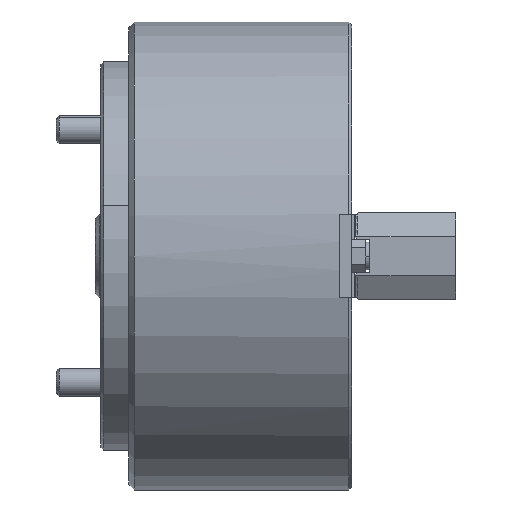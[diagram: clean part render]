
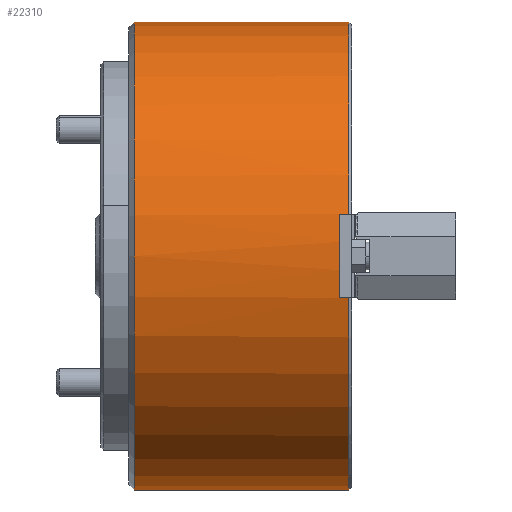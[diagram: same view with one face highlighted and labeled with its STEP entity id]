
A CAD part, front view. The second image highlights one B-rep face of the part: STEP entity #22310.
In plain terms, the highlighted cylindrical face has radius 84 mm (diameter 168 mm), a partial arc.
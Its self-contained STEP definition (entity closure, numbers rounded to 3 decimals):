
#71 = DIRECTION ( 'NONE',  ( -1., 0., 0. ) ) ;
#626 = ORIENTED_EDGE ( 'NONE', *, *, #7130, .F. ) ;
#1283 = CIRCLE ( 'NONE', #32546, 84. ) ;
#1684 = ORIENTED_EDGE ( 'NONE', *, *, #12471, .T. ) ;
#2042 = VERTEX_POINT ( 'NONE', #37961 ) ;
#2230 = EDGE_CURVE ( 'NONE', #23539, #26316, #20042, .T. ) ;
#2832 = DIRECTION ( 'NONE',  ( -1., 0., 0. ) ) ;
#2968 = DIRECTION ( 'NONE',  ( 0., 0., -1. ) ) ;
#3594 = CARTESIAN_POINT ( 'NONE',  ( 0., -82.65, -15. ) ) ;
#3728 = AXIS2_PLACEMENT_3D ( 'NONE', #39066, #20999, #2968 ) ;
#4303 = ORIENTED_EDGE ( 'NONE', *, *, #37424, .T. ) ;
#4836 = ORIENTED_EDGE ( 'NONE', *, *, #31180, .T. ) ;
#5349 = CARTESIAN_POINT ( 'NONE',  ( 79., 0., 0. ) ) ;
#6627 = DIRECTION ( 'NONE',  ( -1., 0., 0. ) ) ;
#6822 = LINE ( 'NONE', #3594, #21903 ) ;
#7130 = EDGE_CURVE ( 'NONE', #38951, #27405, #30621, .T. ) ;
#7153 = CARTESIAN_POINT ( 'NONE',  ( 2., 0., 84. ) ) ;
#7165 = CARTESIAN_POINT ( 'NONE',  ( 79., 0., 0. ) ) ;
#7427 = DIRECTION ( 'NONE',  ( -1., 0., 0. ) ) ;
#7931 = CARTESIAN_POINT ( 'NONE',  ( 2., 0., -84. ) ) ;
#7991 = ORIENTED_EDGE ( 'NONE', *, *, #17046, .T. ) ;
#8352 = DIRECTION ( 'NONE',  ( 0., 0., 1. ) ) ;
#8466 = LINE ( 'NONE', #28241, #31564 ) ;
#9961 = VERTEX_POINT ( 'NONE', #38727 ) ;
#10173 = DIRECTION ( 'NONE',  ( 0., 0., 1. ) ) ;
#10276 = DIRECTION ( 'NONE',  ( -1., 0., 0. ) ) ;
#10322 = CYLINDRICAL_SURFACE ( 'NONE', #20810, 84. ) ;
#12021 = VECTOR ( 'NONE', #34845, 1000. ) ;
#12028 = DIRECTION ( 'NONE',  ( 0., 0., 1. ) ) ;
#12442 = VERTEX_POINT ( 'NONE', #7153 ) ;
#12471 = EDGE_CURVE ( 'NONE', #17683, #12442, #8466, .T. ) ;
#13554 = AXIS2_PLACEMENT_3D ( 'NONE', #5349, #26414, #8352 ) ;
#14782 = ORIENTED_EDGE ( 'NONE', *, *, #32571, .T. ) ;
#15138 = EDGE_CURVE ( 'NONE', #38951, #2042, #33231, .T. ) ;
#15694 = EDGE_LOOP ( 'NONE', ( #626, #35650, #4303, #7991, #23415, #4836, #1684, #14782 ) ) ;
#17046 = EDGE_CURVE ( 'NONE', #9961, #23539, #1283, .T. ) ;
#17683 = VERTEX_POINT ( 'NONE', #20017 ) ;
#18143 = CARTESIAN_POINT ( 'NONE',  ( 75.5, -82.65, 15. ) ) ;
#20017 = CARTESIAN_POINT ( 'NONE',  ( 79., 0., 84. ) ) ;
#20042 = LINE ( 'NONE', #30959, #12021 ) ;
#20810 = AXIS2_PLACEMENT_3D ( 'NONE', #32993, #71, #12028 ) ;
#20850 = CARTESIAN_POINT ( 'NONE',  ( 79., 0., -84. ) ) ;
#20999 = DIRECTION ( 'NONE',  ( 1., 0., 0. ) ) ;
#21903 = VECTOR ( 'NONE', #6627, 1000. ) ;
#22310 = ADVANCED_FACE ( 'NONE', ( #34375 ), #10322, .T. ) ;
#23415 = ORIENTED_EDGE ( 'NONE', *, *, #2230, .T. ) ;
#23539 = VERTEX_POINT ( 'NONE', #18143 ) ;
#23905 = CARTESIAN_POINT ( 'NONE',  ( 0., 0., -84. ) ) ;
#25494 = CARTESIAN_POINT ( 'NONE',  ( 75.5, 0., 0. ) ) ;
#26316 = VERTEX_POINT ( 'NONE', #38049 ) ;
#26414 = DIRECTION ( 'NONE',  ( -1., 0., 0. ) ) ;
#27405 = VERTEX_POINT ( 'NONE', #7931 ) ;
#28241 = CARTESIAN_POINT ( 'NONE',  ( 0., 0., 84. ) ) ;
#28263 = DIRECTION ( 'NONE',  ( -1., 0., 0. ) ) ;
#28538 = DIRECTION ( 'NONE',  ( 0., 0., 1. ) ) ;
#29692 = VECTOR ( 'NONE', #2832, 1000. ) ;
#30621 = LINE ( 'NONE', #23905, #29692 ) ;
#30959 = CARTESIAN_POINT ( 'NONE',  ( 0., -82.65, 15. ) ) ;
#31180 = EDGE_CURVE ( 'NONE', #26316, #17683, #37436, .T. ) ;
#31564 = VECTOR ( 'NONE', #10276, 1000. ) ;
#32546 = AXIS2_PLACEMENT_3D ( 'NONE', #25494, #7427, #28538 ) ;
#32571 = EDGE_CURVE ( 'NONE', #12442, #27405, #37845, .T. ) ;
#32993 = CARTESIAN_POINT ( 'NONE',  ( 0., 0., 0. ) ) ;
#33200 = AXIS2_PLACEMENT_3D ( 'NONE', #7165, #28263, #10173 ) ;
#33231 = CIRCLE ( 'NONE', #13554, 84. ) ;
#34375 = FACE_OUTER_BOUND ( 'NONE', #15694, .T. ) ;
#34845 = DIRECTION ( 'NONE',  ( 1., 0., 0. ) ) ;
#35650 = ORIENTED_EDGE ( 'NONE', *, *, #15138, .T. ) ;
#37424 = EDGE_CURVE ( 'NONE', #2042, #9961, #6822, .T. ) ;
#37436 = CIRCLE ( 'NONE', #33200, 84. ) ;
#37845 = CIRCLE ( 'NONE', #3728, 84. ) ;
#37961 = CARTESIAN_POINT ( 'NONE',  ( 79., -82.65, -15. ) ) ;
#38049 = CARTESIAN_POINT ( 'NONE',  ( 79., -82.65, 15. ) ) ;
#38727 = CARTESIAN_POINT ( 'NONE',  ( 75.5, -82.65, -15. ) ) ;
#38951 = VERTEX_POINT ( 'NONE', #20850 ) ;
#39066 = CARTESIAN_POINT ( 'NONE',  ( 2., 0., 0. ) ) ;
